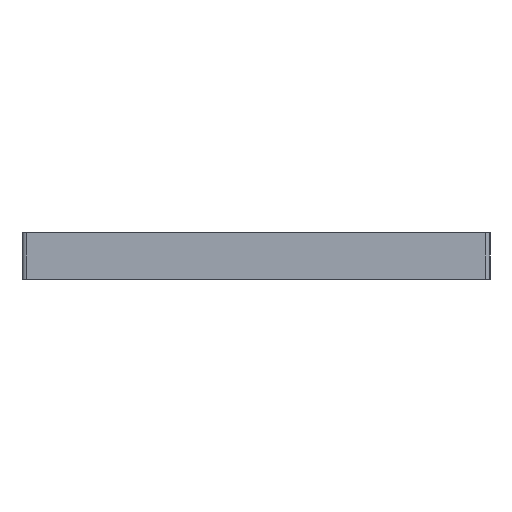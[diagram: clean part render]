
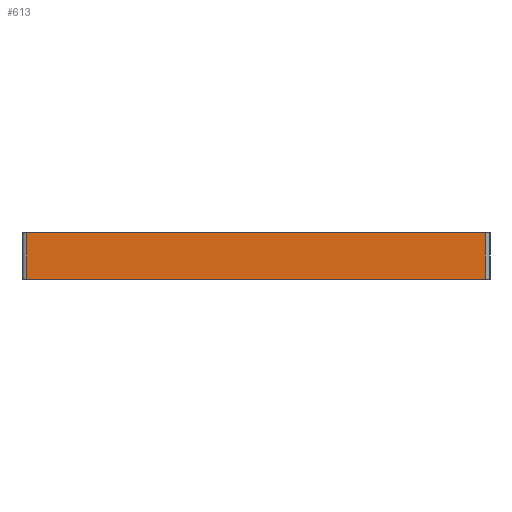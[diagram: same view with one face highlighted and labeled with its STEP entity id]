
A CAD part, left-side view. The second image highlights one B-rep face of the part: STEP entity #613.
In plain terms, the highlighted planar face has unit normal (-1, 0, 0).
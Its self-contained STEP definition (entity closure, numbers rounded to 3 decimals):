
#27=PLANE('',#675);
#63=FACE_OUTER_BOUND('',#101,.T.);
#101=EDGE_LOOP('',(#459,#460,#461,#462));
#145=LINE('',#980,#199);
#146=LINE('',#983,#200);
#148=LINE('',#989,#202);
#152=LINE('',#1002,#206);
#199=VECTOR('',#752,10.);
#200=VECTOR('',#755,10.);
#202=VECTOR('',#761,10.);
#206=VECTOR('',#773,10.);
#284=VERTEX_POINT('',#966);
#290=VERTEX_POINT('',#978);
#291=VERTEX_POINT('',#982);
#293=VERTEX_POINT('',#988);
#351=EDGE_CURVE('',#290,#284,#145,.T.);
#352=EDGE_CURVE('',#284,#291,#146,.T.);
#355=EDGE_CURVE('',#291,#293,#148,.T.);
#362=EDGE_CURVE('',#293,#290,#152,.T.);
#459=ORIENTED_EDGE('',*,*,#352,.F.);
#460=ORIENTED_EDGE('',*,*,#351,.F.);
#461=ORIENTED_EDGE('',*,*,#362,.F.);
#462=ORIENTED_EDGE('',*,*,#355,.F.);
#613=ADVANCED_FACE('',(#63),#27,.T.);
#675=AXIS2_PLACEMENT_3D('',#1001,#771,#772);
#752=DIRECTION('',(0.,-1.,0.));
#755=DIRECTION('',(0.,0.,-1.));
#761=DIRECTION('',(0.,1.,0.));
#771=DIRECTION('center_axis',(-1.,0.,0.));
#772=DIRECTION('ref_axis',(0.,-1.,0.));
#773=DIRECTION('',(0.,0.,1.));
#966=CARTESIAN_POINT('',(91.235,-117.369,-3.7));
#978=CARTESIAN_POINT('',(91.235,-68.369,-3.7));
#980=CARTESIAN_POINT('',(91.235,-67.869,-3.7));
#982=CARTESIAN_POINT('',(91.235,-117.369,-8.7));
#983=CARTESIAN_POINT('',(91.235,-117.369,-8.7));
#988=CARTESIAN_POINT('',(91.235,-68.369,-8.7));
#989=CARTESIAN_POINT('',(91.235,-67.869,-8.7));
#1001=CARTESIAN_POINT('Origin',(91.235,-67.869,-8.7));
#1002=CARTESIAN_POINT('',(91.235,-68.369,-8.7));
